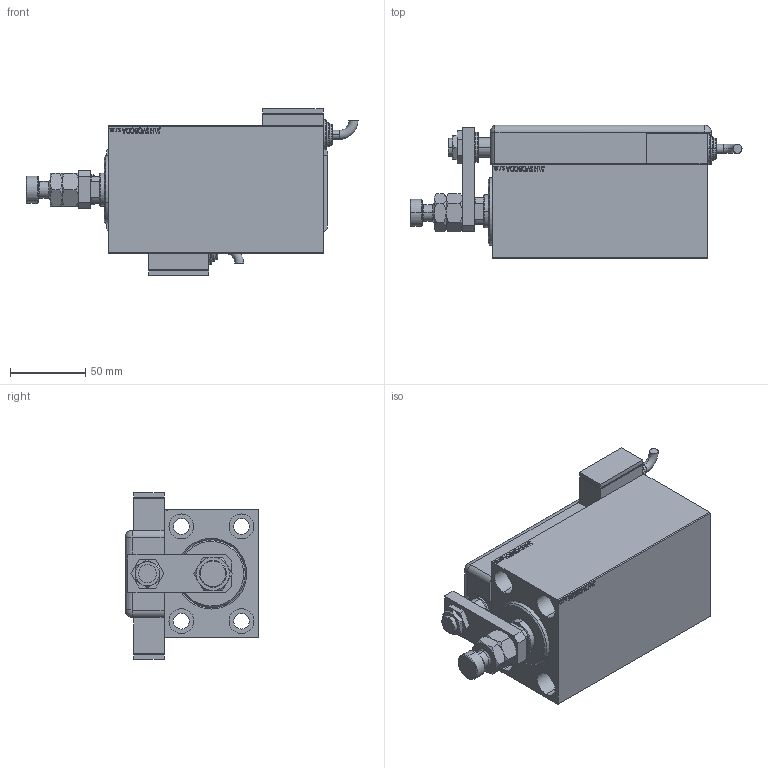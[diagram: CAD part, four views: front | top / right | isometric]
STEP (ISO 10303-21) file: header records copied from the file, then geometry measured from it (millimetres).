
FILE_DESCRIPTION (( 'STEP AP203' ), '1' );
FILE_NAME ('4327.STEP', '2021-05-17T09:50:06', ( '' ), ( '' ), 'SwSTEP 2.0', 'SolidWorks 2019', '' );
FILE_SCHEMA (( 'CONFIG_CONTROL_DESIGN' ));
Length unit declared in the file: millimetre
Products named in the file (14): V450CM_C 67f3c74f2edbd7ebb55b152463dd201f; V450CM_VC_B 67f3c74f2edbd7ebb55b152463dd201f; Q_T_W_MFA 67f3c74f2edbd7ebb55b152463dd201f; SWITCH DIM A_G 67f3c74f2edbd7ebb55b152463dd201f; ZARAZKA_Q 67f3c74f2edbd7ebb55b152463dd201f; SWITCH_Q_FRONT_BACK 67f3c74f2edbd7ebb55b152463dd201f; NUT_D13 67f3c74f2edbd7ebb55b152463dd201f; KRYT 67f3c74f2edbd7ebb55b152463dd201f; MAGNETIC SWITCH Q 67f3c74f2edbd7ebb55b152463dd201f; 4327; TYC 67f3c74f2edbd7ebb55b152463dd201f; NUT_D19 67f3c74f2edbd7ebb55b152463dd201f; SWITCH Q 67f3c74f2edbd7ebb55b152463dd201f; V450CM_C_VCP 67f3c74f2edbd7ebb55b152463dd201f
Assembly tree (14 placements, depth 3):
  4327
    V450CM_C 67f3c74f2edbd7ebb55b152463dd201f
    V450CM_C_VCP 67f3c74f2edbd7ebb55b152463dd201f
    V450CM_VC_B 67f3c74f2edbd7ebb55b152463dd201f
    MAGNETIC SWITCH Q 67f3c74f2edbd7ebb55b152463dd201f
      SWITCH_Q_FRONT_BACK 67f3c74f2edbd7ebb55b152463dd201f
      TYC 67f3c74f2edbd7ebb55b152463dd201f
      ZARAZKA_Q 67f3c74f2edbd7ebb55b152463dd201f
      SWITCH DIM A_G 67f3c74f2edbd7ebb55b152463dd201f
      NUT_D19 67f3c74f2edbd7ebb55b152463dd201f
      NUT_D13 67f3c74f2edbd7ebb55b152463dd201f
      KRYT 67f3c74f2edbd7ebb55b152463dd201f
      SWITCH Q 67f3c74f2edbd7ebb55b152463dd201f  x2
    Q_T_W_MFA 67f3c74f2edbd7ebb55b152463dd201f
Bounding box: 220.76 x 88.8 x 111 mm (x, y, z)
Volume: 805924.1 mm3; surface area: 181389.9 mm2
Topology: 14 solids, 14 shells, 1298 faces, 3271 edges, 2147 vertices
Faces by surface type: plane 630, bspline 471, cylinder 119, cone 50, torus 26, sphere 2
Entity records: 61457 total; most frequent: CARTESIAN_POINT 32745, ORIENTED_EDGE 6346, DIRECTION 4073, EDGE_CURVE 3173, VERTEX_POINT 2087, LINE 1847, VECTOR 1847, EDGE_LOOP 1432
